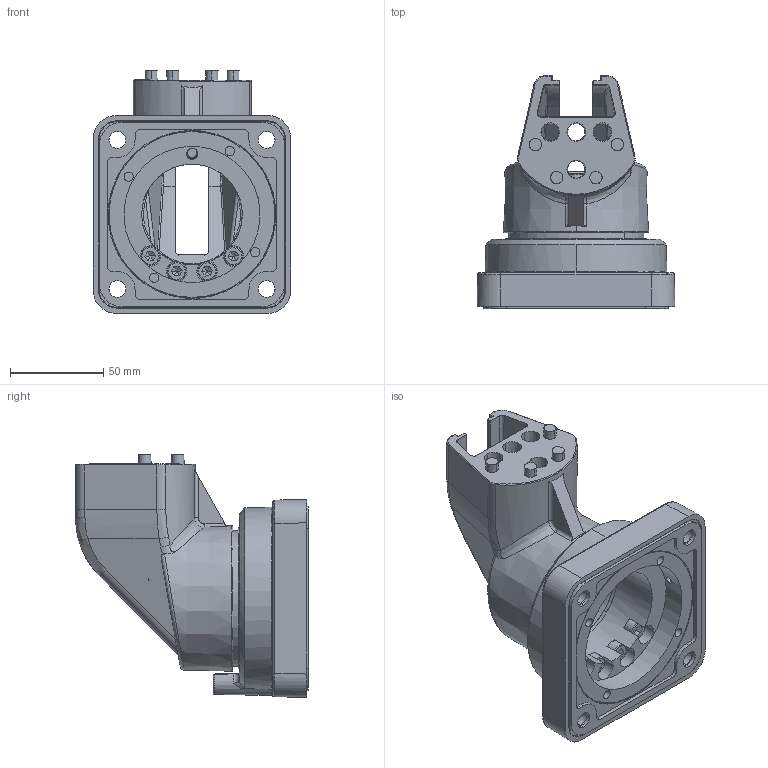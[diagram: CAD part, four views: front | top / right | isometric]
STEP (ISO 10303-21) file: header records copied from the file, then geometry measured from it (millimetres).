
FILE_DESCRIPTION (( 'STEP AP214' ), '1' );
FILE_NAME ('49456600.STEP', '2012-05-02T13:31:45', ( ' ' ), ( '' ), 'SwSTEP 2.0', 'SolidWorks 2011', '' );
FILE_SCHEMA (( 'AUTOMOTIVE_DESIGN' ));
Length unit declared in the file: millimetre
Products named in the file (11): 82351_2mm; 82192; 93242; 93340; 95595; 94658; 84107; 84131; 12034; 12455_Aufsatzgelenkoberteil 12460; 49456600
Assembly tree (14 placements, depth 2):
  49456600
    93340  x4
    84107
    94658  x2
    93242
    12034
    82351_2mm
    12455_Aufsatzgelenkoberteil 12460
    84131
    95595
    82192
Bounding box: 106 x 124.8 x 130.06 mm (x, y, z)
Volume: 370678.4 mm3; surface area: 145292.1 mm2
Topology: 14 solids, 16 shells, 737 faces, 1751 edges, 1056 vertices
Faces by surface type: cylinder 227, plane 214, torus 127, bspline 83, cone 82, sphere 4
Entity records: 23121 total; most frequent: CARTESIAN_POINT 7575, DIRECTION 3194, ORIENTED_EDGE 3100, EDGE_CURVE 1550, AXIS2_PLACEMENT_3D 1313, VERTEX_POINT 953, EDGE_LOOP 741, CIRCLE 737
